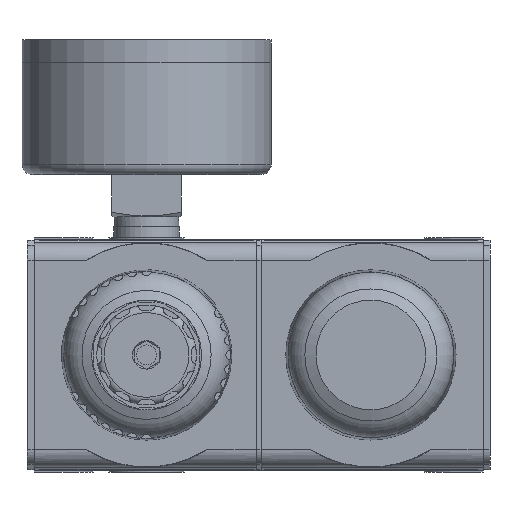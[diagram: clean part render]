
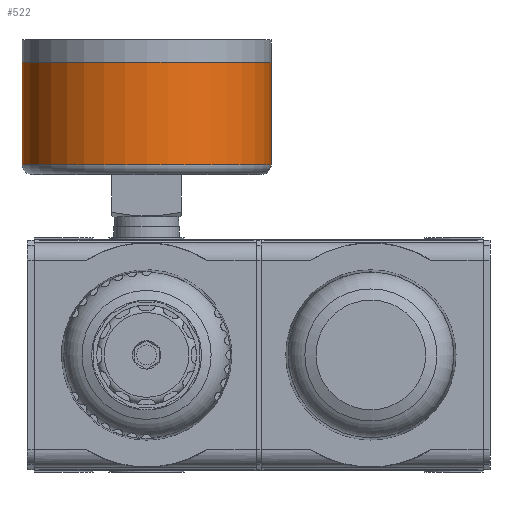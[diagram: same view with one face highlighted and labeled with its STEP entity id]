
A CAD part, front view. The second image highlights one B-rep face of the part: STEP entity #522.
In plain terms, the highlighted cylindrical face has radius 25 mm (diameter 50 mm), a full revolution.
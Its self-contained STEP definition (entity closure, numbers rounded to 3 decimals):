
#522 = ADVANCED_FACE( '', ( #1428, #1429 ), #1430, .T. );
#1428 = FACE_OUTER_BOUND( '', #2842, .T. );
#1429 = FACE_OUTER_BOUND( '', #2843, .T. );
#1430 = CYLINDRICAL_SURFACE( '', #2844, 25. );
#2842 = EDGE_LOOP( '', ( #5363 ) );
#2843 = EDGE_LOOP( '', ( #5364 ) );
#2844 = AXIS2_PLACEMENT_3D( '', #5365, #5366, #5367 );
#5363 = ORIENTED_EDGE( '', *, *, #9369, .F. );
#5364 = ORIENTED_EDGE( '', *, *, #9368, .T. );
#5365 = CARTESIAN_POINT( '', ( 0., 0., 15.5 ) );
#5366 = DIRECTION( '', ( 0., 0., 1. ) );
#5367 = DIRECTION( '', ( -1., 0., 0. ) );
#9368 = EDGE_CURVE( '', #11302, #11302, #11303, .T. );
#9369 = EDGE_CURVE( '', #11304, #11304, #11305, .T. );
#11302 = VERTEX_POINT( '', #14475 );
#11303 = CIRCLE( '', #14476, 25. );
#11304 = VERTEX_POINT( '', #14477 );
#11305 = CIRCLE( '', #14478, 25. );
#14475 = CARTESIAN_POINT( '', ( -25., 0., 37.98 ) );
#14476 = AXIS2_PLACEMENT_3D( '', #19353, #19354, #19355 );
#14477 = CARTESIAN_POINT( '', ( -25., 0., 17.5 ) );
#14478 = AXIS2_PLACEMENT_3D( '', #19356, #19357, #19358 );
#19353 = CARTESIAN_POINT( '', ( 0., 0., 37.98 ) );
#19354 = DIRECTION( '', ( 0., 0., -1. ) );
#19355 = DIRECTION( '', ( -1., 0., 0. ) );
#19356 = CARTESIAN_POINT( '', ( 0., 0., 17.5 ) );
#19357 = DIRECTION( '', ( 0., 0., -1. ) );
#19358 = DIRECTION( '', ( -1., 0., 0. ) );
